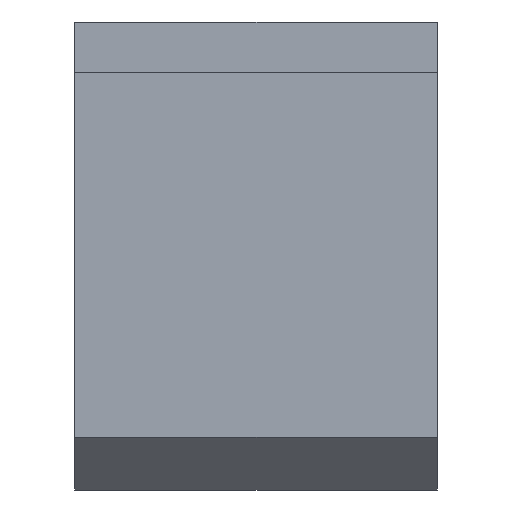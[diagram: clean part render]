
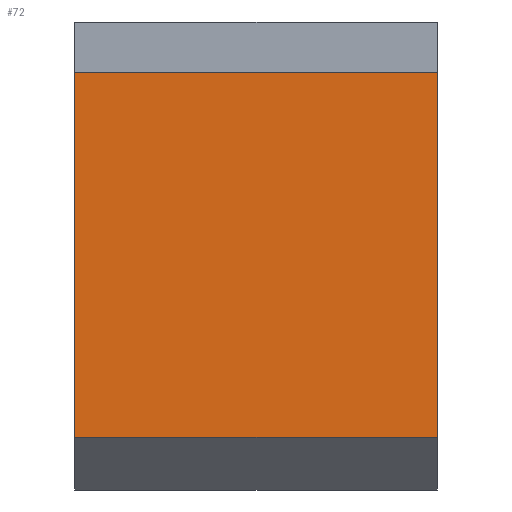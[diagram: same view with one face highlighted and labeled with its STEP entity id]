
A CAD part, front view. The second image highlights one B-rep face of the part: STEP entity #72.
In plain terms, the highlighted planar face has unit normal (0, -1, 0).
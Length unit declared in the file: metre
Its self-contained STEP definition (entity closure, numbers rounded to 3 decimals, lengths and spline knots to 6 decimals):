
#72 = ADVANCED_FACE( '', ( #145 ), #146, .F. );
#145 = FACE_OUTER_BOUND( '', #212, .T. );
#146 = PLANE( '', #213 );
#212 = EDGE_LOOP( '', ( #365, #366, #367, #368 ) );
#213 = AXIS2_PLACEMENT_3D( '', #369, #370, #371 );
#365 = ORIENTED_EDGE( '', *, *, #442, .T. );
#366 = ORIENTED_EDGE( '', *, *, #418, .F. );
#367 = ORIENTED_EDGE( '', *, *, #425, .F. );
#368 = ORIENTED_EDGE( '', *, *, #393, .T. );
#369 = CARTESIAN_POINT( '', ( -0.072, -0.048, -0.0325 ) );
#370 = DIRECTION( '', ( 0., 1., 0. ) );
#371 = DIRECTION( '', ( 0., 0., 1. ) );
#393 = EDGE_CURVE( '', #463, #461, #464, .T. );
#418 = EDGE_CURVE( '', #507, #502, #509, .T. );
#425 = EDGE_CURVE( '', #463, #507, #518, .T. );
#442 = EDGE_CURVE( '', #461, #502, #538, .T. );
#461 = VERTEX_POINT( '', #561 );
#463 = VERTEX_POINT( '', #564 );
#464 = LINE( '', #565, #566 );
#502 = VERTEX_POINT( '', #618 );
#507 = VERTEX_POINT( '', #625 );
#509 = LINE( '', #628, #629 );
#518 = LINE( '', #640, #641 );
#538 = LINE( '', #672, #673 );
#561 = CARTESIAN_POINT( '', ( 0., -0.048, -0.0325 ) );
#564 = CARTESIAN_POINT( '', ( -0.072, -0.048, -0.0325 ) );
#565 = CARTESIAN_POINT( '', ( -0.072, -0.048, -0.0325 ) );
#566 = VECTOR( '', #687, 1. );
#618 = CARTESIAN_POINT( '', ( 0., -0.048, 0.04 ) );
#625 = CARTESIAN_POINT( '', ( -0.072, -0.048, 0.04 ) );
#628 = CARTESIAN_POINT( '', ( -0.072, -0.048, 0.04 ) );
#629 = VECTOR( '', #714, 1. );
#640 = CARTESIAN_POINT( '', ( -0.072, -0.048, -0.0325 ) );
#641 = VECTOR( '', #723, 1. );
#672 = CARTESIAN_POINT( '', ( 0., -0.048, -0.0325 ) );
#673 = VECTOR( '', #738, 1. );
#687 = DIRECTION( '', ( 1., 0., 0. ) );
#714 = DIRECTION( '', ( 1., 0., 0. ) );
#723 = DIRECTION( '', ( 0., 0., 1. ) );
#738 = DIRECTION( '', ( 0., 0., 1. ) );
